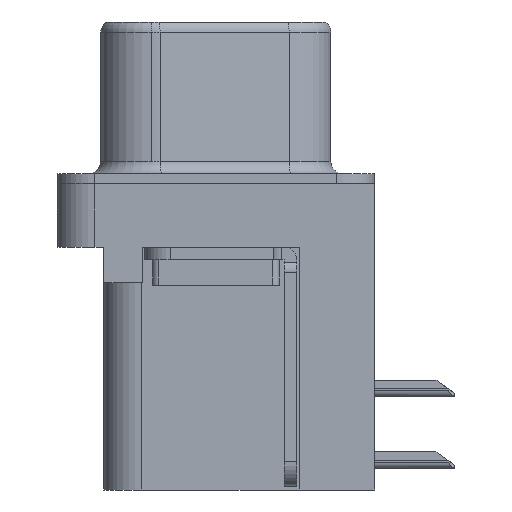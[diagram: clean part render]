
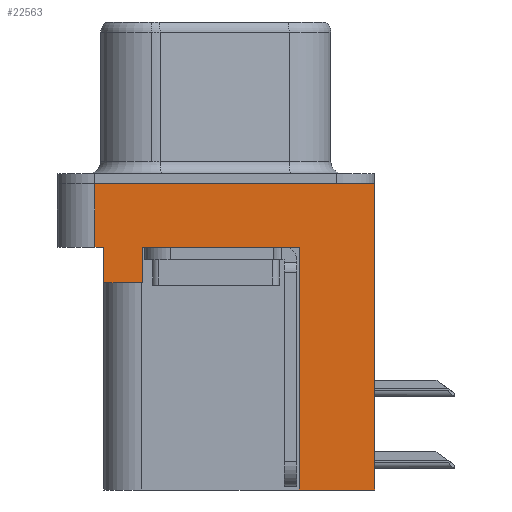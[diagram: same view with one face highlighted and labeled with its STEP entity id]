
A CAD part, left-side view. The second image highlights one B-rep face of the part: STEP entity #22563.
In plain terms, the highlighted planar face has unit normal (-1, 0, 0).
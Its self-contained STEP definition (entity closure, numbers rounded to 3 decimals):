
#30 = VECTOR ( 'NONE', #22515, 1000. ) ;
#83 = VERTEX_POINT ( 'NONE', #1270 ) ;
#284 = ORIENTED_EDGE ( 'NONE', *, *, #14355, .F. ) ;
#388 = VECTOR ( 'NONE', #11217, 1000. ) ;
#445 = CARTESIAN_POINT ( 'NONE',  ( -3., -6.275, 0. ) ) ;
#1270 = CARTESIAN_POINT ( 'NONE',  ( -3., 4.425, -2.5 ) ) ;
#1438 = ORIENTED_EDGE ( 'NONE', *, *, #3882, .T. ) ;
#1508 = DIRECTION ( 'NONE',  ( 0., 1., 0. ) ) ;
#1798 = EDGE_CURVE ( 'NONE', #8686, #5789, #2313, .T. ) ;
#1998 = VERTEX_POINT ( 'NONE', #13413 ) ;
#2129 = VERTEX_POINT ( 'NONE', #22472 ) ;
#2313 = LINE ( 'NONE', #19512, #4007 ) ;
#3149 = DIRECTION ( 'NONE',  ( 0., 1., 0. ) ) ;
#3286 = VECTOR ( 'NONE', #20417, 1000. ) ;
#3589 = CARTESIAN_POINT ( 'NONE',  ( -3., 2.895, -3.9 ) ) ;
#3875 = LINE ( 'NONE', #445, #5817 ) ;
#3882 = EDGE_CURVE ( 'NONE', #2129, #1998, #21760, .T. ) ;
#3978 = DIRECTION ( 'NONE',  ( 0., -1., 0. ) ) ;
#4007 = VECTOR ( 'NONE', #14364, 1000. ) ;
#4229 = CARTESIAN_POINT ( 'NONE',  ( -3., 4.775, -2.5 ) ) ;
#4583 = ORIENTED_EDGE ( 'NONE', *, *, #1798, .T. ) ;
#4694 = ORIENTED_EDGE ( 'NONE', *, *, #19996, .F. ) ;
#4819 = LINE ( 'NONE', #8485, #5812 ) ;
#5789 = VERTEX_POINT ( 'NONE', #9495 ) ;
#5812 = VECTOR ( 'NONE', #8135, 1000. ) ;
#5817 = VECTOR ( 'NONE', #3978, 1000. ) ;
#6056 = EDGE_LOOP ( 'NONE', ( #13613, #284, #9809, #8448, #4694, #11989, #1438, #18370, #7635, #4583 ) ) ;
#6308 = DIRECTION ( 'NONE',  ( 0., 0., 1. ) ) ;
#6364 = VERTEX_POINT ( 'NONE', #14966 ) ;
#7421 = CARTESIAN_POINT ( 'NONE',  ( -3., -6.275, -2.5 ) ) ;
#7635 = ORIENTED_EDGE ( 'NONE', *, *, #22147, .F. ) ;
#8011 = LINE ( 'NONE', #15479, #20069 ) ;
#8127 = LINE ( 'NONE', #4229, #388 ) ;
#8135 = DIRECTION ( 'NONE',  ( 0., 0., 1. ) ) ;
#8448 = ORIENTED_EDGE ( 'NONE', *, *, #19643, .F. ) ;
#8485 = CARTESIAN_POINT ( 'NONE',  ( -3., 4.425, -3.9 ) ) ;
#8600 = CARTESIAN_POINT ( 'NONE',  ( -3., -3.295, -12.1 ) ) ;
#8686 = VERTEX_POINT ( 'NONE', #13933 ) ;
#8873 = CARTESIAN_POINT ( 'NONE',  ( -3., 4.425, -3.9 ) ) ;
#8912 = PLANE ( 'NONE',  #10002 ) ;
#8980 = VERTEX_POINT ( 'NONE', #18174 ) ;
#9495 = CARTESIAN_POINT ( 'NONE',  ( -3., -6.275, 0. ) ) ;
#9787 = LINE ( 'NONE', #20348, #30 ) ;
#9809 = ORIENTED_EDGE ( 'NONE', *, *, #14174, .T. ) ;
#10002 = AXIS2_PLACEMENT_3D ( 'NONE', #7421, #19230, #15913 ) ;
#11214 = CARTESIAN_POINT ( 'NONE',  ( -3., -6.275, -2.5 ) ) ;
#11217 = DIRECTION ( 'NONE',  ( 0., 0., 1. ) ) ;
#11362 = CARTESIAN_POINT ( 'NONE',  ( -3., -3.295, -12.1 ) ) ;
#11585 = CARTESIAN_POINT ( 'NONE',  ( -3., -6.275, -2.5 ) ) ;
#11989 = ORIENTED_EDGE ( 'NONE', *, *, #19597, .T. ) ;
#12142 = VERTEX_POINT ( 'NONE', #11362 ) ;
#12150 = LINE ( 'NONE', #8600, #18773 ) ;
#12472 = FACE_OUTER_BOUND ( 'NONE', #6056, .T. ) ;
#12947 = DIRECTION ( 'NONE',  ( 0., -1., 0. ) ) ;
#13413 = CARTESIAN_POINT ( 'NONE',  ( -3., -3.295, -2.5 ) ) ;
#13425 = EDGE_CURVE ( 'NONE', #8980, #5789, #3875, .T. ) ;
#13613 = ORIENTED_EDGE ( 'NONE', *, *, #13425, .F. ) ;
#13877 = VECTOR ( 'NONE', #3149, 1000. ) ;
#13933 = CARTESIAN_POINT ( 'NONE',  ( -3., -6.275, -12.1 ) ) ;
#14174 = EDGE_CURVE ( 'NONE', #19499, #83, #18464, .T. ) ;
#14355 = EDGE_CURVE ( 'NONE', #19499, #8980, #8127, .T. ) ;
#14364 = DIRECTION ( 'NONE',  ( 0., 0., 1. ) ) ;
#14869 = VERTEX_POINT ( 'NONE', #3589 ) ;
#14966 = CARTESIAN_POINT ( 'NONE',  ( -3., 4.425, -3.9 ) ) ;
#15479 = CARTESIAN_POINT ( 'NONE',  ( -3., 2.895, -3.9 ) ) ;
#15642 = LINE ( 'NONE', #8873, #13877 ) ;
#15732 = CARTESIAN_POINT ( 'NONE',  ( -3., 4.775, -2.5 ) ) ;
#15913 = DIRECTION ( 'NONE',  ( 0., 0., 1. ) ) ;
#16489 = EDGE_CURVE ( 'NONE', #12142, #1998, #9787, .T. ) ;
#17960 = VECTOR ( 'NONE', #12947, 1000. ) ;
#18174 = CARTESIAN_POINT ( 'NONE',  ( -3., 4.775, 0. ) ) ;
#18370 = ORIENTED_EDGE ( 'NONE', *, *, #16489, .F. ) ;
#18464 = LINE ( 'NONE', #11585, #3286 ) ;
#18773 = VECTOR ( 'NONE', #1508, 1000. ) ;
#19230 = DIRECTION ( 'NONE',  ( -1., 0., 0. ) ) ;
#19499 = VERTEX_POINT ( 'NONE', #15732 ) ;
#19512 = CARTESIAN_POINT ( 'NONE',  ( -3., -6.275, -2.5 ) ) ;
#19597 = EDGE_CURVE ( 'NONE', #14869, #2129, #8011, .T. ) ;
#19643 = EDGE_CURVE ( 'NONE', #6364, #83, #4819, .T. ) ;
#19996 = EDGE_CURVE ( 'NONE', #14869, #6364, #15642, .T. ) ;
#20069 = VECTOR ( 'NONE', #6308, 1000. ) ;
#20348 = CARTESIAN_POINT ( 'NONE',  ( -3., -3.295, -12.1 ) ) ;
#20417 = DIRECTION ( 'NONE',  ( 0., -1., 0. ) ) ;
#21760 = LINE ( 'NONE', #11214, #17960 ) ;
#22147 = EDGE_CURVE ( 'NONE', #8686, #12142, #12150, .T. ) ;
#22472 = CARTESIAN_POINT ( 'NONE',  ( -3., 2.895, -2.5 ) ) ;
#22515 = DIRECTION ( 'NONE',  ( 0., 0., 1. ) ) ;
#22563 = ADVANCED_FACE ( 'NONE', ( #12472 ), #8912, .T. ) ;
